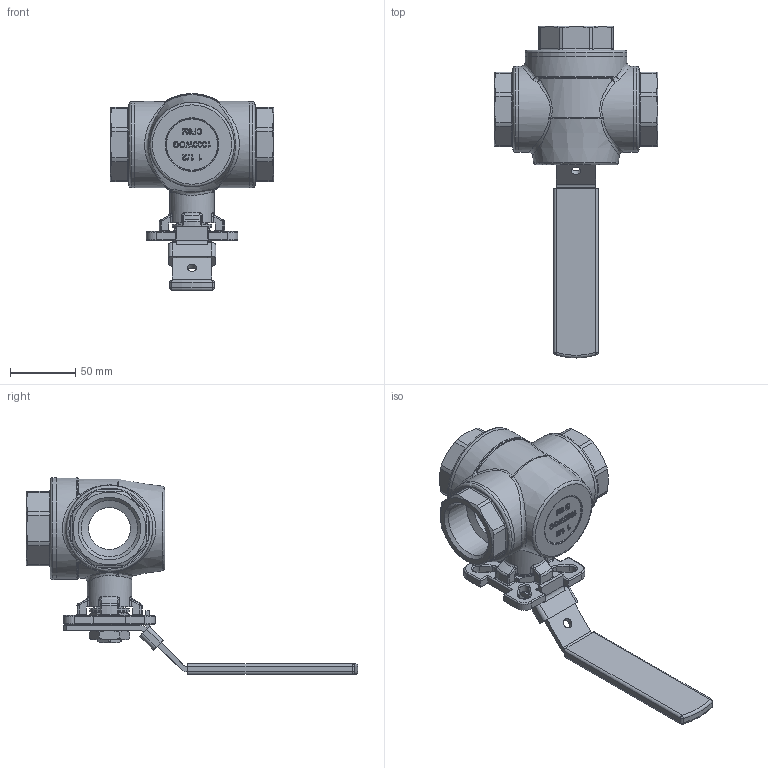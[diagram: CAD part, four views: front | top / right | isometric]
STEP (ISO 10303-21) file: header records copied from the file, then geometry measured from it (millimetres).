
FILE_DESCRIPTION(('STEP AP214'),'1');
FILE_NAME(' 1 1-2.stp','2023-04-22T03:19:30',(' '),(' '),'Spatial InterOp 3D',' ',' ');
FILE_SCHEMA(('AUTOMOTIVE_DESIGN { 1 0 10303 214 1 1 1 1 }'));
Length unit declared in the file: millimetre
Products named in the file (21): L_ 11-2; 螺母; 阀体; 阀杆; 止推垫圈; 填料; O型圈; 碟形弹簧; 防松垫片; 大阀盖; 小阀盖; 密封垫圈（小）; 手柄; 锁块; 手柄套; 钢垫; 密封垫圈（大）
Assembly tree (20 placements, depth 2):
  L_ 11-2
    螺母
    阀体
    阀杆
    止推垫圈
    填料
    O型圈
    碟形弹簧
    防松垫片
    螺母
    碟形弹簧
    大阀盖
    小阀盖
    小阀盖
    密封垫圈（小）
    密封垫圈（小）
    手柄
    锁块
    手柄套
    钢垫
    密封垫圈（大）
Bounding box: 125.4 x 253.7 x 150.6 mm (x, y, z)
Volume: 377206.9 mm3; surface area: 167352 mm2
Topology: 22 solids, 22 shells, 1331 faces, 3485 edges, 2218 vertices
Faces by surface type: plane 864, cylinder 212, bspline 92, torus 80, cone 78, sphere 5
Full cylindrical faces by diameter (mm): 7.5 x1, 14 x1, 17.8 x5, 18 x4, 18.5 x2, 19 x1, 22 x2, 23 x1, 24 x4, 30 x4, 32 x3, 34 x1, 38 x1, 43.145 x3, 48 x4, 54 x1, 55.18 x2, 57.5 x4, 57.8 x2, 62.5 x4, 65.68 x1, 66 x4, 68 x2, 68.5 x1, 73 x2, 78 x2
Entity records: 59417 total; most frequent: CARTESIAN_POINT 16812, ORIENTED_EDGE 6706, DIRECTION 6122, EDGE_CURVE 3353, LINE 2332, VECTOR 2332, VERTEX_POINT 2198, AXIS2_PLACEMENT_3D 1895
